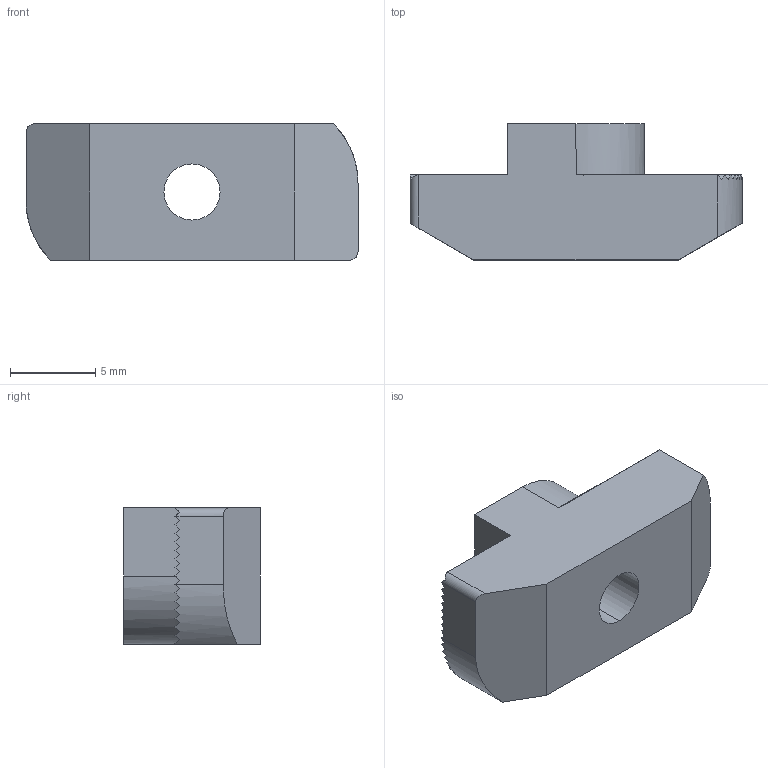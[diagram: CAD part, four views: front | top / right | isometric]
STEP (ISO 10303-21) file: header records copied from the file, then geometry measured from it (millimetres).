
FILE_DESCRIPTION (( 'STEP AP203' ), '1' );
FILE_NAME ('084.302.112.STEP', '2018-03-15T13:55:16', ( '' ), ( '' ), 'SwSTEP 2.0', 'SolidWorks 2016', '' );
FILE_SCHEMA (( 'CONFIG_CONTROL_DESIGN' ));
Length unit declared in the file: millimetre
Products named in the file (1): 084.302.112
Bounding box: 19.5 x 8 x 8 mm (x, y, z)
Volume: 796.4 mm3; surface area: 723.8 mm2
Topology: 1 solids, 1 shells, 113 faces, 330 edges, 219 vertices
Faces by surface type: plane 104, cylinder 9
Entity records: 3779 total; most frequent: CARTESIAN_POINT 870, ORIENTED_EDGE 660, DIRECTION 527, EDGE_CURVE 330, VECTOR 223, LINE 223, VERTEX_POINT 219, AXIS2_PLACEMENT_3D 152
